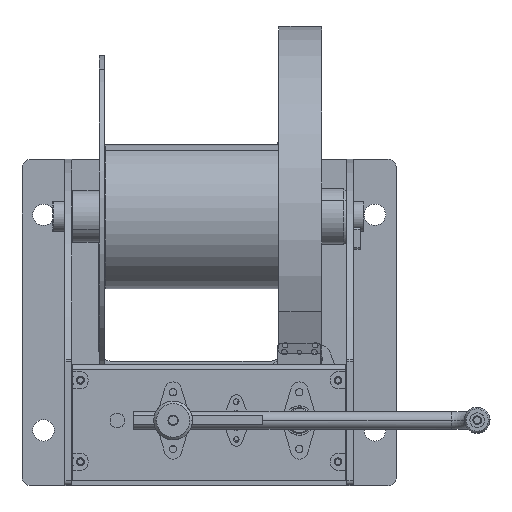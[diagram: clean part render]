
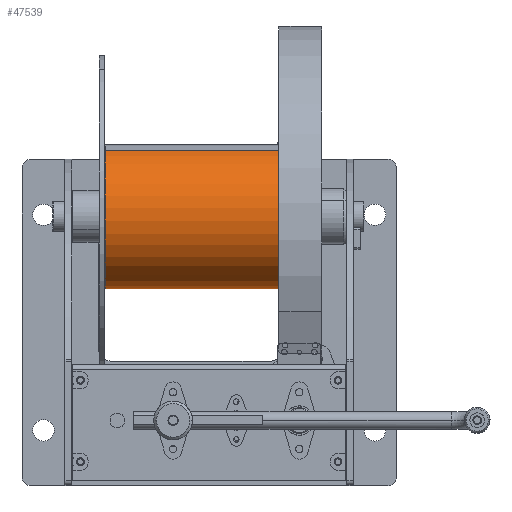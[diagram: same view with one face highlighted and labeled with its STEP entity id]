
A CAD part, top view. The second image highlights one B-rep face of the part: STEP entity #47539.
In plain terms, the highlighted cylindrical face has radius 84.15 mm (diameter 168.3 mm), a partial arc.
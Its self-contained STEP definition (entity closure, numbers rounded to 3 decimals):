
#713 = DIRECTION ( 'NONE',  ( 0., 0., 1. ) ) ;
#754 = VERTEX_POINT ( 'NONE', #14077 ) ;
#1288 = EDGE_CURVE ( 'NONE', #38562, #754, #63179, .T. ) ;
#3570 = CARTESIAN_POINT ( 'NONE',  ( -84.15, 0., 111. ) ) ;
#4275 = DIRECTION ( 'NONE',  ( 0., 0., -1. ) ) ;
#4614 = VECTOR ( 'NONE', #70514, 1000. ) ;
#6330 = LINE ( 'NONE', #21474, #4614 ) ;
#8561 = CARTESIAN_POINT ( 'NONE',  ( -84.15, 0., 112. ) ) ;
#9967 = DIRECTION ( 'NONE',  ( -1., 0., 0. ) ) ;
#12824 = CYLINDRICAL_SURFACE ( 'NONE', #61838, 84.15 ) ;
#14077 = CARTESIAN_POINT ( 'NONE',  ( 84.15, 0., -111. ) ) ;
#14413 = EDGE_CURVE ( 'NONE', #33280, #51928, #70501, .T. ) ;
#16133 = CARTESIAN_POINT ( 'NONE',  ( -84.15, 0., -111. ) ) ;
#17746 = LINE ( 'NONE', #8561, #61235 ) ;
#19500 = DIRECTION ( 'NONE',  ( 0., 0., -1. ) ) ;
#21474 = CARTESIAN_POINT ( 'NONE',  ( 84.15, 0., 112. ) ) ;
#28417 = CARTESIAN_POINT ( 'NONE',  ( 0., 0., 111. ) ) ;
#29714 = ORIENTED_EDGE ( 'NONE', *, *, #31856, .F. ) ;
#30670 = ORIENTED_EDGE ( 'NONE', *, *, #14413, .T. ) ;
#31856 = EDGE_CURVE ( 'NONE', #33280, #754, #6330, .T. ) ;
#33280 = VERTEX_POINT ( 'NONE', #58418 ) ;
#33323 = CARTESIAN_POINT ( 'NONE',  ( 0., 0., -111. ) ) ;
#33923 = DIRECTION ( 'NONE',  ( 1., 0., 0. ) ) ;
#38562 = VERTEX_POINT ( 'NONE', #16133 ) ;
#38793 = DIRECTION ( 'NONE',  ( 1., 0., 0. ) ) ;
#39258 = ORIENTED_EDGE ( 'NONE', *, *, #65749, .T. ) ;
#39492 = AXIS2_PLACEMENT_3D ( 'NONE', #33323, #713, #38793 ) ;
#41145 = ORIENTED_EDGE ( 'NONE', *, *, #1288, .T. ) ;
#46523 = AXIS2_PLACEMENT_3D ( 'NONE', #28417, #66518, #33923 ) ;
#47539 = ADVANCED_FACE ( 'NONE', ( #56281 ), #12824, .T. ) ;
#48047 = CARTESIAN_POINT ( 'NONE',  ( 0., 0., 112. ) ) ;
#51928 = VERTEX_POINT ( 'NONE', #3570 ) ;
#56281 = FACE_OUTER_BOUND ( 'NONE', #57979, .T. ) ;
#57979 = EDGE_LOOP ( 'NONE', ( #29714, #30670, #39258, #41145 ) ) ;
#58418 = CARTESIAN_POINT ( 'NONE',  ( 84.15, 0., 111. ) ) ;
#61235 = VECTOR ( 'NONE', #19500, 1000. ) ;
#61838 = AXIS2_PLACEMENT_3D ( 'NONE', #48047, #4275, #9967 ) ;
#63179 = CIRCLE ( 'NONE', #39492, 84.15 ) ;
#65749 = EDGE_CURVE ( 'NONE', #51928, #38562, #17746, .T. ) ;
#66518 = DIRECTION ( 'NONE',  ( 0., 0., -1. ) ) ;
#70501 = CIRCLE ( 'NONE', #46523, 84.15 ) ;
#70514 = DIRECTION ( 'NONE',  ( 0., 0., -1. ) ) ;
